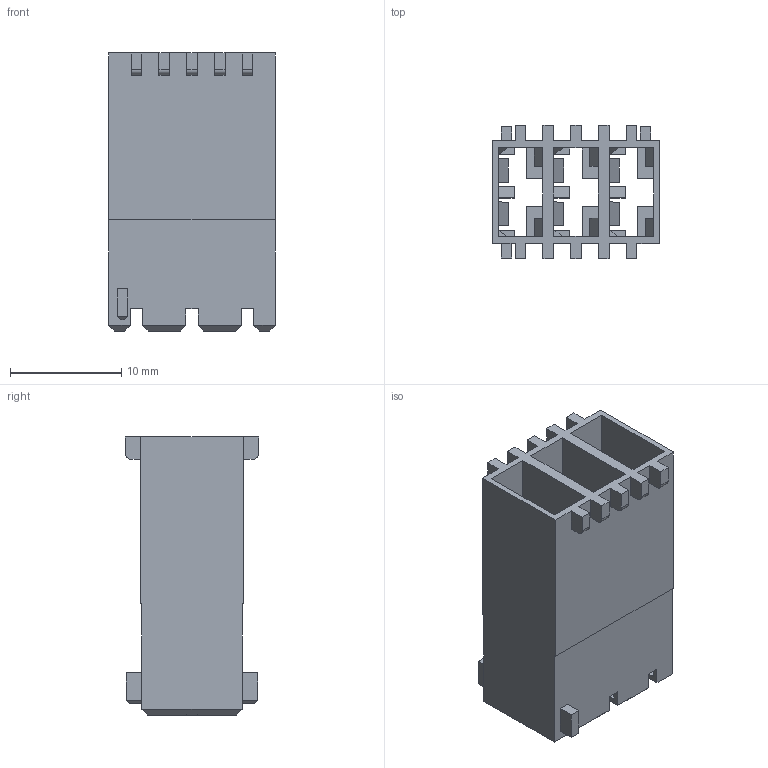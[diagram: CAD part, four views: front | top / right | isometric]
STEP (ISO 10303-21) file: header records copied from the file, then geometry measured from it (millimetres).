
FILE_DESCRIPTION(/* description */ ('Unknown'),/* implementation_level */ '2;1');
FILE_NAME(/* name */ '637100210703',/* time_stamp */ '2023-10-11T15:21:50+02:00',/* author */ ('Unknown'),/* organization */ ('Unknown'),/* preprocessor_version */ 'ST-DEVELOPER v18.102',/* originating_system */ 'Solid Edge',/* authorisation */ 'Unknown');
FILE_SCHEMA (('AUTOMOTIVE_DESIGN {1 0 10303 214 3 1 1}'));
Length unit declared in the file: millimetre
Products named in the file (2): 63710021xxxx; 637100210703
Assembly tree (1 placements, depth 2):
  63710021xxxx
    637100210703
Bounding box: 15 x 12 x 25 mm (x, y, z)
Volume: 1199.9 mm3; surface area: 3334.8 mm2
Topology: 1 solids, 1 shells, 241 faces, 665 edges, 432 vertices
Faces by surface type: plane 231, cylinder 10
Entity records: 7548 total; most frequent: CARTESIAN_POINT 1340, ORIENTED_EDGE 1330, DIRECTION 1171, EDGE_CURVE 665, LINE 645, VECTOR 645, VERTEX_POINT 432, AXIS2_PLACEMENT_3D 263
